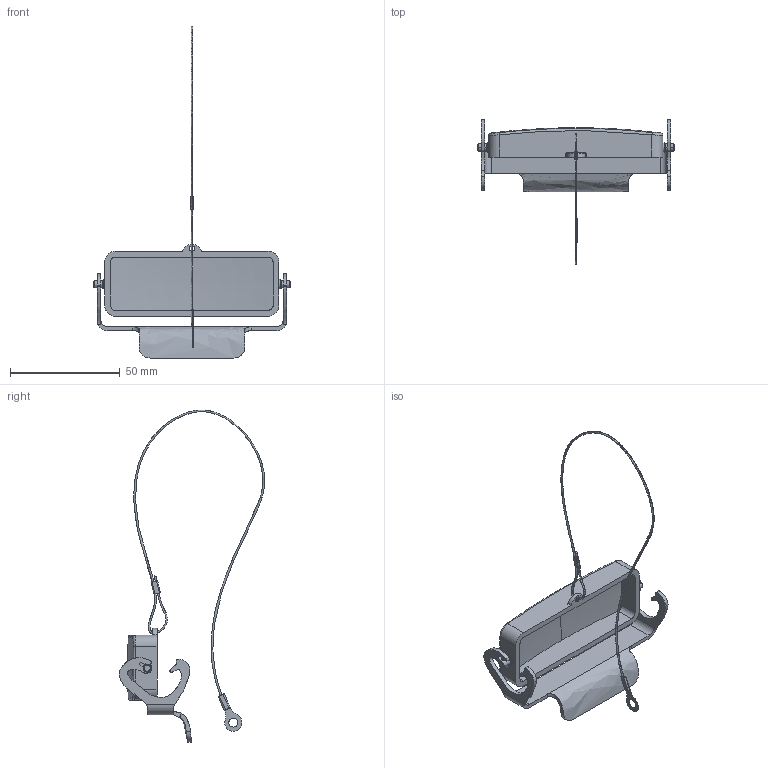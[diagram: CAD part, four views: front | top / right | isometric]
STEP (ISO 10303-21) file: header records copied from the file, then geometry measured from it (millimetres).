
FILE_DESCRIPTION (( 'STEP AP214' ), '1' );
FILE_NAME ('ZP-MC16A-2-SCVLM.step', '2015-08-12T18:15:32', ( '' ), ( '' ), 'SwSTEP 2.0', 'SolidWorks 2014', '' );
FILE_SCHEMA (( 'AUTOMOTIVE_DESIGN' ));
Length unit declared in the file: millimetre
Products named in the file (1): ZP-MC16A-2-SCVLM
Bounding box: 89.79 x 66.3 x 151.37 mm (x, y, z)
Volume: 15937.3 mm3; surface area: 15736.7 mm2
Topology: 5 solids, 5 shells, 131 faces, 329 edges, 208 vertices
Faces by surface type: plane 47, cylinder 46, bspline 22, cone 8, torus 8
Entity records: 6677 total; most frequent: CARTESIAN_POINT 3009, ORIENTED_EDGE 650, DIRECTION 583, EDGE_CURVE 325, AXIS2_PLACEMENT_3D 218, VERTEX_POINT 208, LINE 147, VECTOR 147
